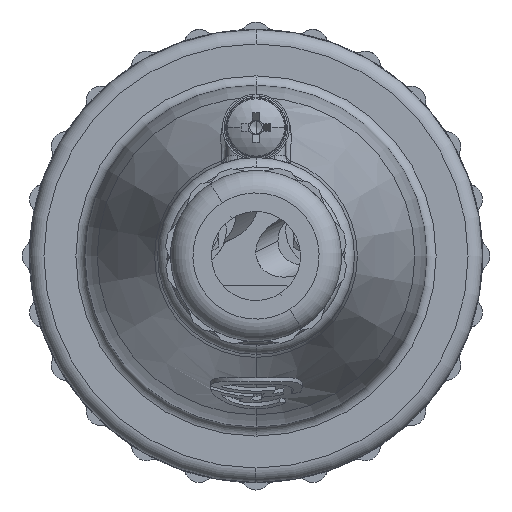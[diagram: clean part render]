
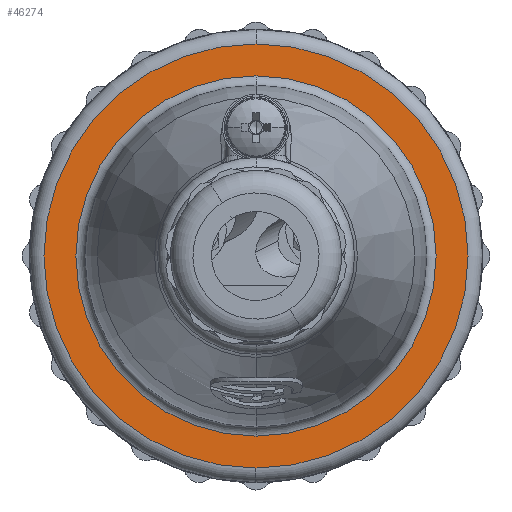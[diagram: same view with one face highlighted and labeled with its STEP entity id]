
A CAD part, front view. The second image highlights one B-rep face of the part: STEP entity #46274.
In plain terms, the highlighted face is planar.
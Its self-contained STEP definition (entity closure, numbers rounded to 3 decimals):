
#417 = CARTESIAN_POINT ( 'NONE',  ( 0., 0., 0. ) ) ;
#1567 = CIRCLE ( 'NONE', #13445, 28.55 ) ;
#3263 = ORIENTED_EDGE ( 'NONE', *, *, #19436, .T. ) ;
#4364 = DIRECTION ( 'NONE',  ( 0., 0., -1. ) ) ;
#5337 = ORIENTED_EDGE ( 'NONE', *, *, #14968, .T. ) ;
#10348 = VERTEX_POINT ( 'NONE', #13433 ) ;
#10988 = EDGE_CURVE ( 'NONE', #49992, #41369, #22843, .T. ) ;
#12461 = DIRECTION ( 'NONE',  ( -1., 0., 0. ) ) ;
#12730 = DIRECTION ( 'NONE',  ( -1., 0., 0. ) ) ;
#13433 = CARTESIAN_POINT ( 'NONE',  ( 0., 0., 28.55 ) ) ;
#13445 = AXIS2_PLACEMENT_3D ( 'NONE', #35983, #12461, #39930 ) ;
#14082 = EDGE_CURVE ( 'NONE', #34242, #10348, #49528, .T. ) ;
#14259 = FACE_OUTER_BOUND ( 'NONE', #42732, .T. ) ;
#14614 = EDGE_LOOP ( 'NONE', ( #33633, #3263 ) ) ;
#14968 = EDGE_CURVE ( 'NONE', #10348, #34242, #1567, .T. ) ;
#16412 = AXIS2_PLACEMENT_3D ( 'NONE', #36240, #12730, #40190 ) ;
#19250 = DIRECTION ( 'NONE',  ( -1., 0., 0. ) ) ;
#19436 = EDGE_CURVE ( 'NONE', #41369, #49992, #22902, .T. ) ;
#19443 = CARTESIAN_POINT ( 'NONE',  ( 0., 0., 24.25 ) ) ;
#21009 = CARTESIAN_POINT ( 'NONE',  ( 0., 0., -28.55 ) ) ;
#22843 = CIRCLE ( 'NONE', #32396, 24.25 ) ;
#22866 = DIRECTION ( 'NONE',  ( 1., 0., 0. ) ) ;
#22902 = CIRCLE ( 'NONE', #35023, 24.25 ) ;
#26903 = AXIS2_PLACEMENT_3D ( 'NONE', #42528, #19250, #46601 ) ;
#27920 = DIRECTION ( 'NONE',  ( 1., 0., 0. ) ) ;
#32396 = AXIS2_PLACEMENT_3D ( 'NONE', #417, #27920, #4364 ) ;
#32972 = ORIENTED_EDGE ( 'NONE', *, *, #14082, .T. ) ;
#33633 = ORIENTED_EDGE ( 'NONE', *, *, #10988, .T. ) ;
#34242 = VERTEX_POINT ( 'NONE', #21009 ) ;
#35023 = AXIS2_PLACEMENT_3D ( 'NONE', #46317, #22866, #50258 ) ;
#35983 = CARTESIAN_POINT ( 'NONE',  ( 0., 0., 0. ) ) ;
#36240 = CARTESIAN_POINT ( 'NONE',  ( 0., 0., 0. ) ) ;
#36352 = FACE_BOUND ( 'NONE', #14614, .T. ) ;
#38109 = CARTESIAN_POINT ( 'NONE',  ( 0., 0., -24.25 ) ) ;
#39930 = DIRECTION ( 'NONE',  ( 0., 0., 1. ) ) ;
#40190 = DIRECTION ( 'NONE',  ( 0., 0., 1. ) ) ;
#41369 = VERTEX_POINT ( 'NONE', #19443 ) ;
#42528 = CARTESIAN_POINT ( 'NONE',  ( 0., 0., 0. ) ) ;
#42688 = PLANE ( 'NONE',  #26903 ) ;
#42732 = EDGE_LOOP ( 'NONE', ( #5337, #32972 ) ) ;
#46274 = ADVANCED_FACE ( 'NONE', ( #14259, #36352 ), #42688, .T. ) ;
#46317 = CARTESIAN_POINT ( 'NONE',  ( 0., 0., 0. ) ) ;
#46601 = DIRECTION ( 'NONE',  ( 0., 0., 1. ) ) ;
#49528 = CIRCLE ( 'NONE', #16412, 28.55 ) ;
#49992 = VERTEX_POINT ( 'NONE', #38109 ) ;
#50258 = DIRECTION ( 'NONE',  ( 0., 0., -1. ) ) ;
